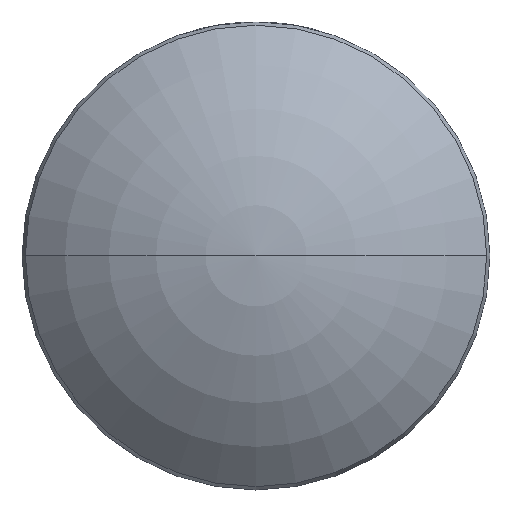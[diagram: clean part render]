
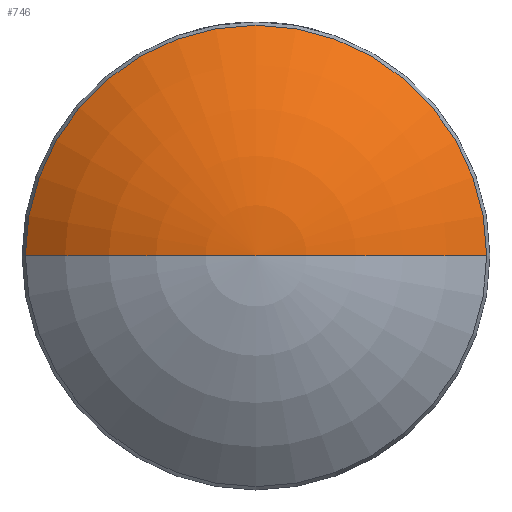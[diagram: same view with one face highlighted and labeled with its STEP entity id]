
A CAD part, top view. The second image highlights one B-rep face of the part: STEP entity #746.
In plain terms, the highlighted toroidal (fillet/blend) face has major radius 0.006 mm and minor radius 18.4 mm.
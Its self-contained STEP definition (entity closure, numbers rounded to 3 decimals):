
#61 = AXIS2_PLACEMENT_3D ( 'NONE', #866, #234, #2484 ) ;
#95 = EDGE_CURVE ( 'NONE', #2530, #2130, #2477, .T. ) ;
#106 = CARTESIAN_POINT ( 'NONE',  ( 12.521, 0., 2.169 ) ) ;
#149 = CARTESIAN_POINT ( 'NONE',  ( 0.006, 0., -11.32 ) ) ;
#234 = DIRECTION ( 'NONE',  ( 0., -1., 0. ) ) ;
#261 = ORIENTED_EDGE ( 'NONE', *, *, #363, .T. ) ;
#363 = EDGE_CURVE ( 'NONE', #2216, #2530, #496, .T. ) ;
#367 = DIRECTION ( 'NONE',  ( 0., 1., 0. ) ) ;
#496 = CIRCLE ( 'NONE', #1232, 18.4 ) ;
#717 = CARTESIAN_POINT ( 'NONE',  ( -12.521, 0., 2.169 ) ) ;
#746 = ADVANCED_FACE ( 'NONE', ( #1772 ), #2261, .T. ) ;
#866 = CARTESIAN_POINT ( 'NONE',  ( -0.006, 0., -11.32 ) ) ;
#938 = DIRECTION ( 'NONE',  ( 0., 0., 1. ) ) ;
#1176 = DIRECTION ( 'NONE',  ( 0., 0., -1. ) ) ;
#1232 = AXIS2_PLACEMENT_3D ( 'NONE', #149, #367, #2616 ) ;
#1320 = DIRECTION ( 'NONE',  ( -1., 0., 0. ) ) ;
#1382 = AXIS2_PLACEMENT_3D ( 'NONE', #1825, #1176, #2404 ) ;
#1772 = FACE_OUTER_BOUND ( 'NONE', #2503, .T. ) ;
#1810 = CIRCLE ( 'NONE', #61, 18.4 ) ;
#1825 = CARTESIAN_POINT ( 'NONE',  ( 0., 0., -11.32 ) ) ;
#1868 = ORIENTED_EDGE ( 'NONE', *, *, #2318, .F. ) ;
#1946 = CARTESIAN_POINT ( 'NONE',  ( 0., 0., 2.169 ) ) ;
#2130 = VERTEX_POINT ( 'NONE', #717 ) ;
#2216 = VERTEX_POINT ( 'NONE', #2604 ) ;
#2261 = TOROIDAL_SURFACE ( 'NONE', #1382, 0.006, 18.4 ) ;
#2264 = AXIS2_PLACEMENT_3D ( 'NONE', #1946, #938, #1320 ) ;
#2318 = EDGE_CURVE ( 'NONE', #2216, #2130, #1810, .T. ) ;
#2330 = ORIENTED_EDGE ( 'NONE', *, *, #95, .T. ) ;
#2404 = DIRECTION ( 'NONE',  ( -1., 0., 0. ) ) ;
#2477 = CIRCLE ( 'NONE', #2264, 12.521 ) ;
#2484 = DIRECTION ( 'NONE',  ( 0., 0., -1. ) ) ;
#2503 = EDGE_LOOP ( 'NONE', ( #1868, #261, #2330 ) ) ;
#2530 = VERTEX_POINT ( 'NONE', #106 ) ;
#2604 = CARTESIAN_POINT ( 'NONE',  ( 0., 0., 7.08 ) ) ;
#2616 = DIRECTION ( 'NONE',  ( -1., 0., 0. ) ) ;
